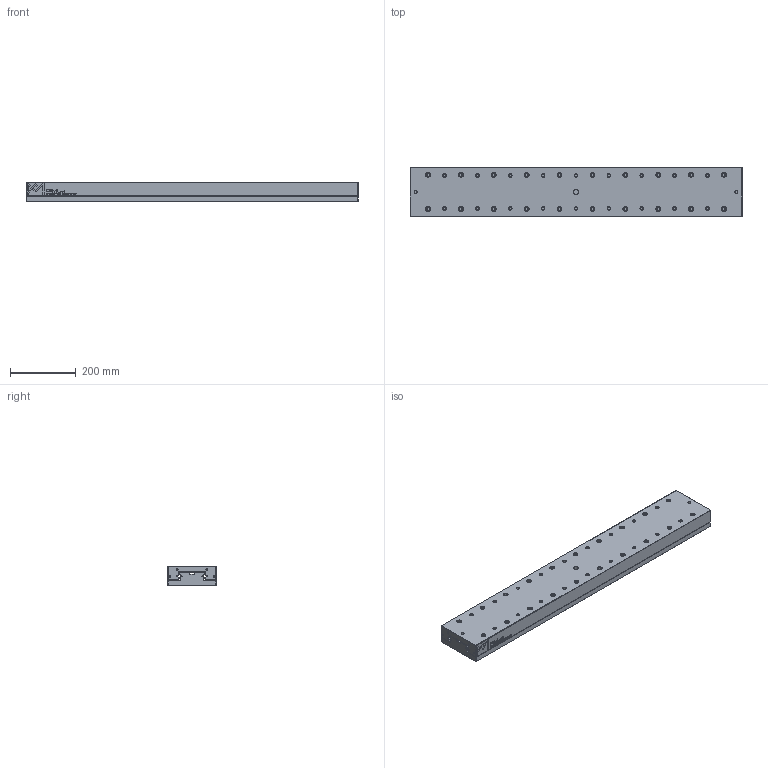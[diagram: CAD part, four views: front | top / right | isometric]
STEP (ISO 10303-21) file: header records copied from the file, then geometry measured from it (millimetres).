
FILE_DESCRIPTION(/* description */ (''),/* implementation_level */ '2;1');
FILE_NAME(/* name */ 'RT-91000_stp.stp',/* time_stamp */ '2024-10-04T11:58:44+02:00',/* author */ (''),/* organization */ (''),/* preprocessor_version */ 'ST-DEVELOPER v16.7',/* originating_system */ 'SIEMENS PLM Software NX 12.0',/* authorisation */ '');
FILE_SCHEMA (('AUTOMOTIVE_DESIGN { 1 0 10303 214 3 1 1 1 }'));
Length unit declared in the file: millimetre
Products named in the file (1): RT-91000_stp
Bounding box: 1010 x 148 x 60 mm (x, y, z)
Volume: 8446286.2 mm3; surface area: 921036.2 mm2
Topology: 2 solids, 2 shells, 1488 faces, 3527 edges, 2279 vertices
Faces by surface type: plane 1002, bspline 180, cone 161, cylinder 145
Full cylindrical faces by diameter (mm): 4 x8, 8 x30, 9 x12, 13 x40, 14 x49
Entity records: 45625 total; most frequent: CARTESIAN_POINT 9435, ORIENTED_EDGE 6406, DIRECTION 5904, EDGE_CURVE 3203, LINE 2400, VECTOR 2400, VERTEX_POINT 2259, EDGE_LOOP 2042
